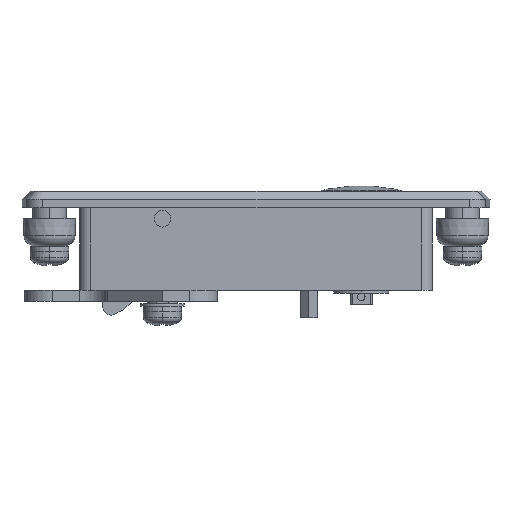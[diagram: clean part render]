
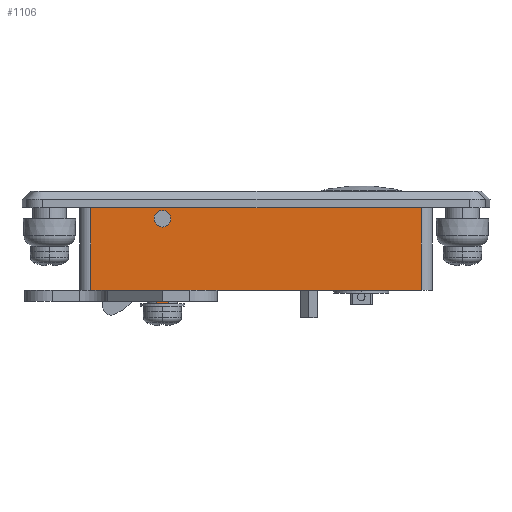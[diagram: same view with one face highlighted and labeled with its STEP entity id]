
A CAD part, left-side view. The second image highlights one B-rep face of the part: STEP entity #1106.
In plain terms, the highlighted planar face has unit normal (-1, 0, 0).
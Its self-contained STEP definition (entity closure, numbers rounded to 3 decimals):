
#299 = VERTEX_POINT ( 'NONE', #3662 ) ;
#342 = VECTOR ( 'NONE', #7665, 1000. ) ;
#858 = VERTEX_POINT ( 'NONE', #12702 ) ;
#895 = LINE ( 'NONE', #1523, #7463 ) ;
#935 = EDGE_CURVE ( 'NONE', #6427, #4054, #895, .T. ) ;
#1078 = VECTOR ( 'NONE', #5791, 1000. ) ;
#1088 = VECTOR ( 'NONE', #5765, 1000. ) ;
#1106 = ADVANCED_FACE ( 'NONE', ( #5875, #8871 ), #8872, .F. ) ;
#1220 = VERTEX_POINT ( 'NONE', #13012 ) ;
#1387 = DIRECTION ( 'NONE',  ( 0., 0., 1. ) ) ;
#1523 = CARTESIAN_POINT ( 'NONE',  ( -11., -47., 0. ) ) ;
#1540 = VERTEX_POINT ( 'NONE', #3667 ) ;
#1885 = ORIENTED_EDGE ( 'NONE', *, *, #6608, .F. ) ;
#2442 = CARTESIAN_POINT ( 'NONE',  ( -11., 1.146, -15.4 ) ) ;
#2663 = EDGE_LOOP ( 'NONE', ( #5063, #3016, #6342, #3681, #1885, #9707, #4199, #3603, #7414 ) ) ;
#3012 = EDGE_CURVE ( 'NONE', #11925, #1540, #5914, .T. ) ;
#3016 = ORIENTED_EDGE ( 'NONE', *, *, #12676, .T. ) ;
#3198 = EDGE_CURVE ( 'NONE', #299, #858, #8438, .T. ) ;
#3272 = EDGE_CURVE ( 'NONE', #1540, #11925, #9534, .T. ) ;
#3347 = DIRECTION ( 'NONE',  ( 0., -1., 0. ) ) ;
#3507 = LINE ( 'NONE', #11828, #1088 ) ;
#3539 = DIRECTION ( 'NONE',  ( 0., 1., 0. ) ) ;
#3603 = ORIENTED_EDGE ( 'NONE', *, *, #8727, .F. ) ;
#3662 = CARTESIAN_POINT ( 'NONE',  ( -11., -1.146, -15.4 ) ) ;
#3667 = CARTESIAN_POINT ( 'NONE',  ( -11., 0., -1.5 ) ) ;
#3681 = ORIENTED_EDGE ( 'NONE', *, *, #3692, .F. ) ;
#3692 = EDGE_CURVE ( 'NONE', #6444, #11165, #5248, .T. ) ;
#3727 = DIRECTION ( 'NONE',  ( 0., 0., -1. ) ) ;
#3816 = DIRECTION ( 'NONE',  ( 1., 0., 0. ) ) ;
#4054 = VERTEX_POINT ( 'NONE', #5955 ) ;
#4199 = ORIENTED_EDGE ( 'NONE', *, *, #3198, .T. ) ;
#4289 = DIRECTION ( 'NONE',  ( 1., 0., 0. ) ) ;
#4590 = VERTEX_POINT ( 'NONE', #12459 ) ;
#4699 = CARTESIAN_POINT ( 'NONE',  ( -11., 0., -15.4 ) ) ;
#5063 = ORIENTED_EDGE ( 'NONE', *, *, #10620, .F. ) ;
#5069 = EDGE_CURVE ( 'NONE', #11165, #1220, #11241, .T. ) ;
#5248 = LINE ( 'NONE', #7751, #12392 ) ;
#5377 = DIRECTION ( 'NONE',  ( 0., 0., -1. ) ) ;
#5765 = DIRECTION ( 'NONE',  ( 0., 1., 0. ) ) ;
#5791 = DIRECTION ( 'NONE',  ( 0., 0., 1. ) ) ;
#5875 = FACE_BOUND ( 'NONE', #7494, .T. ) ;
#5914 = CIRCLE ( 'NONE', #8887, 1.5 ) ;
#5920 = DIRECTION ( 'NONE',  ( 1., 0., 0. ) ) ;
#5955 = CARTESIAN_POINT ( 'NONE',  ( -11., -47., 2. ) ) ;
#6342 = ORIENTED_EDGE ( 'NONE', *, *, #5069, .F. ) ;
#6392 = VECTOR ( 'NONE', #3347, 1000. ) ;
#6427 = VERTEX_POINT ( 'NONE', #8340 ) ;
#6444 = VERTEX_POINT ( 'NONE', #9378 ) ;
#6608 = EDGE_CURVE ( 'NONE', #12205, #6444, #7879, .T. ) ;
#6672 = CARTESIAN_POINT ( 'NONE',  ( -11., 15., -13. ) ) ;
#7046 = LINE ( 'NONE', #10432, #6392 ) ;
#7414 = ORIENTED_EDGE ( 'NONE', *, *, #935, .T. ) ;
#7463 = VECTOR ( 'NONE', #1387, 1000. ) ;
#7494 = EDGE_LOOP ( 'NONE', ( #9304, #12970 ) ) ;
#7665 = DIRECTION ( 'NONE',  ( 0., 1., 0. ) ) ;
#7751 = CARTESIAN_POINT ( 'NONE',  ( -11., 1.146, -15.4 ) ) ;
#7879 = LINE ( 'NONE', #2442, #342 ) ;
#7921 = CARTESIAN_POINT ( 'NONE',  ( -11., 0., 0. ) ) ;
#8204 = CARTESIAN_POINT ( 'NONE',  ( -11., 1.146, -13. ) ) ;
#8340 = CARTESIAN_POINT ( 'NONE',  ( -11., -47., -13. ) ) ;
#8365 = CARTESIAN_POINT ( 'NONE',  ( -11., 0., 0. ) ) ;
#8438 = LINE ( 'NONE', #8831, #1078 ) ;
#8545 = VECTOR ( 'NONE', #12792, 1000. ) ;
#8727 = EDGE_CURVE ( 'NONE', #6427, #858, #3507, .T. ) ;
#8754 = DIRECTION ( 'NONE',  ( 0., 0., 1. ) ) ;
#8831 = CARTESIAN_POINT ( 'NONE',  ( -11., -1.146, -15.4 ) ) ;
#8871 = FACE_OUTER_BOUND ( 'NONE', #2663, .T. ) ;
#8872 = PLANE ( 'NONE',  #13129 ) ;
#8887 = AXIS2_PLACEMENT_3D ( 'NONE', #8365, #4289, #5377 ) ;
#9058 = AXIS2_PLACEMENT_3D ( 'NONE', #11807, #5920, #3727 ) ;
#9068 = VECTOR ( 'NONE', #3539, 1000. ) ;
#9248 = EDGE_CURVE ( 'NONE', #299, #12205, #13201, .T. ) ;
#9304 = ORIENTED_EDGE ( 'NONE', *, *, #3272, .T. ) ;
#9378 = CARTESIAN_POINT ( 'NONE',  ( -11., 1.146, -15.4 ) ) ;
#9534 = CIRCLE ( 'NONE', #9058, 1.5 ) ;
#9707 = ORIENTED_EDGE ( 'NONE', *, *, #9248, .F. ) ;
#10432 = CARTESIAN_POINT ( 'NONE',  ( -11., 15., 2. ) ) ;
#10620 = EDGE_CURVE ( 'NONE', #4590, #4054, #7046, .T. ) ;
#10628 = CARTESIAN_POINT ( 'NONE',  ( -11., 0., 1.5 ) ) ;
#10703 = CARTESIAN_POINT ( 'NONE',  ( -11., 13., 0. ) ) ;
#10961 = DIRECTION ( 'NONE',  ( 0., 0., -1. ) ) ;
#11165 = VERTEX_POINT ( 'NONE', #8204 ) ;
#11241 = LINE ( 'NONE', #6672, #8545 ) ;
#11582 = CARTESIAN_POINT ( 'NONE',  ( -11., 1.146, -15.4 ) ) ;
#11807 = CARTESIAN_POINT ( 'NONE',  ( -11., 0., 0. ) ) ;
#11828 = CARTESIAN_POINT ( 'NONE',  ( -11., 15., -13. ) ) ;
#11925 = VERTEX_POINT ( 'NONE', #10628 ) ;
#12205 = VERTEX_POINT ( 'NONE', #4699 ) ;
#12380 = LINE ( 'NONE', #10703, #13164 ) ;
#12392 = VECTOR ( 'NONE', #8754, 1000. ) ;
#12459 = CARTESIAN_POINT ( 'NONE',  ( -11., 13., 2. ) ) ;
#12676 = EDGE_CURVE ( 'NONE', #4590, #1220, #12380, .T. ) ;
#12702 = CARTESIAN_POINT ( 'NONE',  ( -11., -1.146, -13. ) ) ;
#12769 = DIRECTION ( 'NONE',  ( 0., 0., -1. ) ) ;
#12792 = DIRECTION ( 'NONE',  ( 0., 1., 0. ) ) ;
#12970 = ORIENTED_EDGE ( 'NONE', *, *, #3012, .T. ) ;
#13012 = CARTESIAN_POINT ( 'NONE',  ( -11., 13., -13. ) ) ;
#13129 = AXIS2_PLACEMENT_3D ( 'NONE', #7921, #3816, #10961 ) ;
#13164 = VECTOR ( 'NONE', #12769, 1000. ) ;
#13201 = LINE ( 'NONE', #11582, #9068 ) ;
